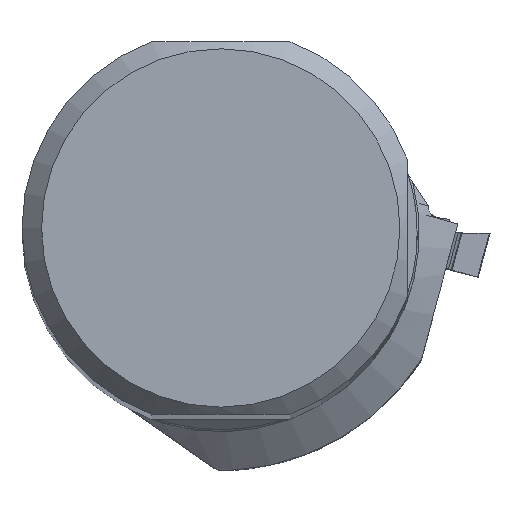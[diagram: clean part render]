
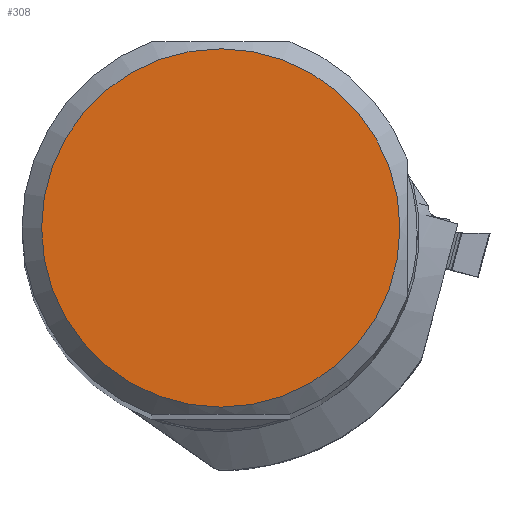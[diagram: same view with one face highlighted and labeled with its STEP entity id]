
A CAD part, top view. The second image highlights one B-rep face of the part: STEP entity #308.
In plain terms, the highlighted planar face has unit normal (0, 0, 1).
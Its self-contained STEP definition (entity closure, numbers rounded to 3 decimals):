
#224=CIRCLE('',#2206,22.888);
#308=ADVANCED_FACE('',(#459),#373,.T.);
#373=PLANE('',#2210);
#459=FACE_OUTER_BOUND('',#564,.T.);
#564=EDGE_LOOP('',(#1062));
#1062=ORIENTED_EDGE('',*,*,#1608,.F.);
#1347=VERTEX_POINT('',#3581);
#1608=EDGE_CURVE('',#1347,#1347,#224,.T.);
#2206=AXIS2_PLACEMENT_3D('',#3580,#2708,#2709);
#2210=AXIS2_PLACEMENT_3D('',#3589,#2718,#2719);
#2708=DIRECTION('',(0.,0.,-1.));
#2709=DIRECTION('',(-1.,0.,0.));
#2718=DIRECTION('',(0.,0.,1.));
#2719=DIRECTION('',(-1.,0.,0.));
#3580=CARTESIAN_POINT('',(0.,0.,0.));
#3581=CARTESIAN_POINT('',(-22.888,0.,0.));
#3589=CARTESIAN_POINT('',(0.,0.,0.));
